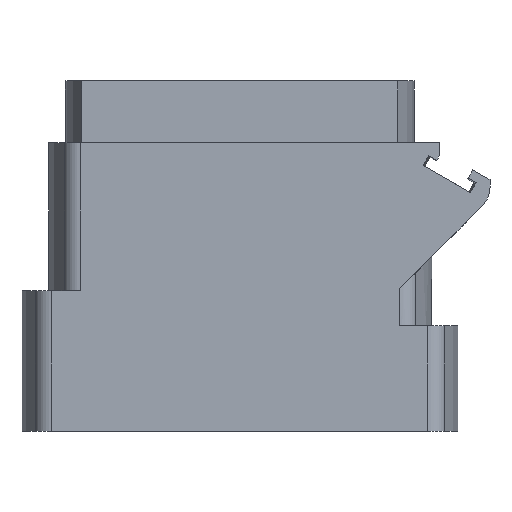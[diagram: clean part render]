
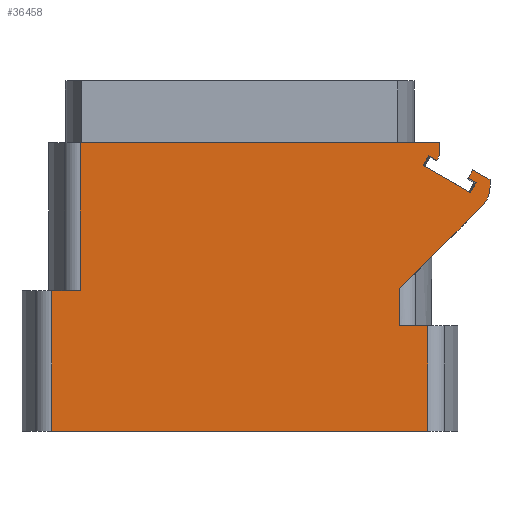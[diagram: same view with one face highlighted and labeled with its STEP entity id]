
A CAD part, front view. The second image highlights one B-rep face of the part: STEP entity #36458.
In plain terms, the highlighted planar face has unit normal (0, -1, 0).
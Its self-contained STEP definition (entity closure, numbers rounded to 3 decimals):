
#16=DIRECTION('',(1.,0.,0.));
#17=VECTOR('',#16,21.35);
#18=CARTESIAN_POINT('',(-10.675,-5.,0.));
#19=LINE('',#18,#17);
#173=DIRECTION('',(-1.,0.,0.));
#174=VECTOR('',#173,1.619);
#175=CARTESIAN_POINT('',(10.675,-5.,6.));
#176=LINE('',#175,#174);
#190=DIRECTION('',(0.,0.,-1.));
#191=VECTOR('',#190,8.4);
#192=CARTESIAN_POINT('',(-9.056,-5.,16.4));
#193=LINE('',#192,#191);
#194=DIRECTION('',(0.,0.,-1.));
#195=VECTOR('',#194,0.696);
#196=CARTESIAN_POINT('',(11.355,-5.,16.4));
#197=LINE('',#196,#195);
#198=DIRECTION('',(-0.5,0.,-0.866));
#199=VECTOR('',#198,0.35);
#200=CARTESIAN_POINT('',(11.355,-5.,15.704));
#201=LINE('',#200,#199);
#202=DIRECTION('',(0.866,0.,-0.5));
#203=VECTOR('',#202,0.525);
#204=CARTESIAN_POINT('',(10.725,-5.,15.663));
#205=LINE('',#204,#203);
#206=DIRECTION('',(0.866,0.,-0.5));
#207=VECTOR('',#206,3.1);
#208=CARTESIAN_POINT('',(10.4,-5.,15.1));
#209=LINE('',#208,#207);
#210=DIRECTION('',(0.866,0.,-0.5));
#211=VECTOR('',#210,0.525);
#212=CARTESIAN_POINT('',(12.955,-5.,14.375));
#213=LINE('',#212,#211);
#214=DIRECTION('',(0.5,0.,0.866));
#215=VECTOR('',#214,0.55);
#216=CARTESIAN_POINT('',(12.955,-5.,14.375));
#217=LINE('',#216,#215);
#218=DIRECTION('',(0.866,0.,-0.5));
#219=VECTOR('',#218,1.12);
#220=CARTESIAN_POINT('',(13.23,-5.,14.852));
#221=LINE('',#220,#219);
#222=CARTESIAN_POINT('',(12.7,-5.,13.872));
#223=DIRECTION('',(0.,-1.,0.));
#224=DIRECTION('',(0.707,0.,-0.707));
#225=AXIS2_PLACEMENT_3D('',#222,#223,#224);
#227=DIRECTION('',(0.,0.,1.));
#228=VECTOR('',#227,2.107);
#229=CARTESIAN_POINT('',(9.056,-5.,6.));
#230=LINE('',#229,#228);
#231=DIRECTION('',(0.,0.,1.));
#232=VECTOR('',#231,6.);
#233=CARTESIAN_POINT('',(10.675,-5.,0.));
#234=LINE('',#233,#232);
#235=DIRECTION('',(0.,0.,-1.));
#236=VECTOR('',#235,8.);
#237=CARTESIAN_POINT('',(-10.675,-5.,8.));
#238=LINE('',#237,#236);
#261=DIRECTION('',(-1.,0.,0.));
#262=VECTOR('',#261,1.619);
#263=CARTESIAN_POINT('',(-9.056,-5.,8.));
#264=LINE('',#263,#262);
#303=DIRECTION('',(1.,0.,0.));
#304=VECTOR('',#303,20.411);
#305=CARTESIAN_POINT('',(-9.056,-5.,16.4));
#306=LINE('',#305,#304);
#349=DIRECTION('',(0.5,0.,0.866));
#350=VECTOR('',#349,0.65);
#351=CARTESIAN_POINT('',(10.4,-5.,15.1));
#352=LINE('',#351,#350);
#397=DIRECTION('',(0.,0.,1.));
#398=VECTOR('',#397,0.419);
#399=CARTESIAN_POINT('',(14.2,-5.,13.872));
#400=LINE('',#399,#398);
#433=DIRECTION('',(0.707,0.,0.707));
#434=VECTOR('',#433,6.653);
#435=CARTESIAN_POINT('',(9.056,-5.,8.107));
#436=LINE('',#435,#434);
#453=DIRECTION('',(-0.5,0.,-0.866));
#454=VECTOR('',#453,0.65);
#455=CARTESIAN_POINT('',(13.41,-5.,14.113));
#456=LINE('',#455,#454);
#30136=CARTESIAN_POINT('',(11.355,-5.,16.4));
#30138=VERTEX_POINT('',#30136);
#30146=CARTESIAN_POINT('',(13.23,-5.,14.852));
#30147=CARTESIAN_POINT('',(14.2,-5.,14.292));
#30148=VERTEX_POINT('',#30146);
#30149=VERTEX_POINT('',#30147);
#30150=CARTESIAN_POINT('',(11.355,-5.,15.704));
#30151=VERTEX_POINT('',#30150);
#30152=CARTESIAN_POINT('',(10.4,-5.,15.1));
#30154=VERTEX_POINT('',#30152);
#30162=CARTESIAN_POINT('',(13.085,-5.,13.55));
#30163=VERTEX_POINT('',#30162);
#30164=CARTESIAN_POINT('',(10.725,-5.,15.663));
#30165=CARTESIAN_POINT('',(11.18,-5.,15.4));
#30166=VERTEX_POINT('',#30164);
#30167=VERTEX_POINT('',#30165);
#30168=CARTESIAN_POINT('',(12.955,-5.,14.375));
#30169=CARTESIAN_POINT('',(13.41,-5.,14.113));
#30170=VERTEX_POINT('',#30168);
#30171=VERTEX_POINT('',#30169);
#30192=CARTESIAN_POINT('',(-9.056,-5.,16.4));
#30193=VERTEX_POINT('',#30192);
#30194=CARTESIAN_POINT('',(-9.056,-5.,8.));
#30195=VERTEX_POINT('',#30194);
#30200=CARTESIAN_POINT('',(9.056,-5.,6.));
#30201=CARTESIAN_POINT('',(9.056,-5.,8.107));
#30202=VERTEX_POINT('',#30200);
#30203=VERTEX_POINT('',#30201);
#30228=CARTESIAN_POINT('',(-10.675,-5.,0.));
#30230=VERTEX_POINT('',#30228);
#30234=CARTESIAN_POINT('',(-10.675,-5.,8.));
#30235=VERTEX_POINT('',#30234);
#30236=CARTESIAN_POINT('',(10.675,-5.,6.));
#30238=VERTEX_POINT('',#30236);
#30242=CARTESIAN_POINT('',(10.675,-5.,0.));
#30243=VERTEX_POINT('',#30242);
#30256=CARTESIAN_POINT('',(13.761,-5.,12.812));
#30257=VERTEX_POINT('',#30256);
#30258=CARTESIAN_POINT('',(14.2,-5.,13.872));
#30259=VERTEX_POINT('',#30258);
#36415=CARTESIAN_POINT('',(-11.347,-5.,0.));
#36416=DIRECTION('',(0.,-1.,0.));
#36417=DIRECTION('',(1.,0.,0.));
#36418=AXIS2_PLACEMENT_3D('',#36415,#36416,#36417);
#36419=PLANE('',#36418);
#36421=ORIENTED_EDGE('',*,*,#36420,.F.);
#36423=ORIENTED_EDGE('',*,*,#36422,.T.);
#36425=ORIENTED_EDGE('',*,*,#36424,.T.);
#36427=ORIENTED_EDGE('',*,*,#36426,.T.);
#36429=ORIENTED_EDGE('',*,*,#36428,.F.);
#36431=ORIENTED_EDGE('',*,*,#36430,.F.);
#36433=ORIENTED_EDGE('',*,*,#36432,.T.);
#36435=ORIENTED_EDGE('',*,*,#36434,.F.);
#36437=ORIENTED_EDGE('',*,*,#36436,.F.);
#36439=ORIENTED_EDGE('',*,*,#36438,.T.);
#36441=ORIENTED_EDGE('',*,*,#36440,.T.);
#36443=ORIENTED_EDGE('',*,*,#36442,.F.);
#36445=ORIENTED_EDGE('',*,*,#36444,.F.);
#36447=ORIENTED_EDGE('',*,*,#36446,.F.);
#36448=ORIENTED_EDGE('',*,*,#36349,.F.);
#36449=ORIENTED_EDGE('',*,*,#36370,.F.);
#36450=ORIENTED_EDGE('',*,*,#36410,.F.);
#36451=ORIENTED_EDGE('',*,*,#36237,.F.);
#36453=ORIENTED_EDGE('',*,*,#36452,.F.);
#36455=ORIENTED_EDGE('',*,*,#36454,.F.);
#36456=EDGE_LOOP('',(#36421,#36423,#36425,#36427,#36429,#36431,#36433,#36435,
#36437,#36439,#36441,#36443,#36445,#36447,#36448,#36449,#36450,#36451,#36453,
#36455));
#36457=FACE_OUTER_BOUND('',#36456,.F.);
#36458=ADVANCED_FACE('',(#36457),#36419,.T.);
#226=CIRCLE('',#225,1.5);
#36237=EDGE_CURVE('',#30230,#30243,#19,.T.);
#36349=EDGE_CURVE('',#30202,#30203,#230,.T.);
#36370=EDGE_CURVE('',#30238,#30202,#176,.T.);
#36410=EDGE_CURVE('',#30243,#30238,#234,.T.);
#36420=EDGE_CURVE('',#30193,#30195,#193,.T.);
#36422=EDGE_CURVE('',#30193,#30138,#306,.T.);
#36424=EDGE_CURVE('',#30138,#30151,#197,.T.);
#36426=EDGE_CURVE('',#30151,#30167,#201,.T.);
#36428=EDGE_CURVE('',#30166,#30167,#205,.T.);
#36430=EDGE_CURVE('',#30154,#30166,#352,.T.);
#36432=EDGE_CURVE('',#30154,#30163,#209,.T.);
#36434=EDGE_CURVE('',#30171,#30163,#456,.T.);
#36436=EDGE_CURVE('',#30170,#30171,#213,.T.);
#36438=EDGE_CURVE('',#30170,#30148,#217,.T.);
#36440=EDGE_CURVE('',#30148,#30149,#221,.T.);
#36442=EDGE_CURVE('',#30259,#30149,#400,.T.);
#36444=EDGE_CURVE('',#30257,#30259,#226,.T.);
#36446=EDGE_CURVE('',#30203,#30257,#436,.T.);
#36452=EDGE_CURVE('',#30235,#30230,#238,.T.);
#36454=EDGE_CURVE('',#30195,#30235,#264,.T.);
